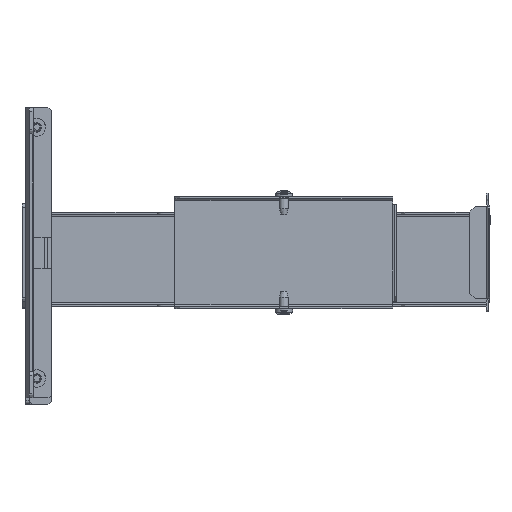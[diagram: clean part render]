
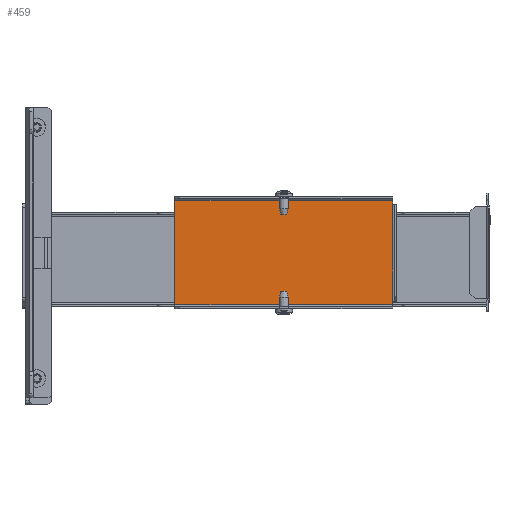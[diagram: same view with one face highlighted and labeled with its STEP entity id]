
A CAD part, top view. The second image highlights one B-rep face of the part: STEP entity #459.
In plain terms, the highlighted face is planar.
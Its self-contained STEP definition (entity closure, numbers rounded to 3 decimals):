
#459=ADVANCED_FACE('',(#981),#775,.T.);
#775=PLANE('',#6284);
#981=FACE_OUTER_BOUND('',#1277,.T.);
#1277=EDGE_LOOP('',(#1885,#1886,#1887,#1888,#1889,#1890));
#1885=ORIENTED_EDGE('',*,*,#4118,.F.);
#1886=ORIENTED_EDGE('',*,*,#4165,.F.);
#1887=ORIENTED_EDGE('',*,*,#4130,.T.);
#1888=ORIENTED_EDGE('',*,*,#4166,.T.);
#1889=ORIENTED_EDGE('',*,*,#4148,.F.);
#1890=ORIENTED_EDGE('',*,*,#4167,.F.);
#3546=VERTEX_POINT('',#8508);
#3547=VERTEX_POINT('',#8510);
#3558=VERTEX_POINT('',#8534);
#3559=VERTEX_POINT('',#8536);
#3576=VERTEX_POINT('',#8572);
#3577=VERTEX_POINT('',#8574);
#4118=EDGE_CURVE('',#3546,#3547,#4983,.T.);
#4130=EDGE_CURVE('',#3559,#3558,#4993,.T.);
#4148=EDGE_CURVE('',#3576,#3577,#5007,.T.);
#4165=EDGE_CURVE('',#3559,#3546,#5020,.T.);
#4166=EDGE_CURVE('',#3558,#3577,#5021,.T.);
#4167=EDGE_CURVE('',#3547,#3576,#5022,.T.);
#4983=LINE('',#8509,#5623);
#4993=LINE('',#8535,#5633);
#5007=LINE('',#8573,#5647);
#5020=LINE('',#8601,#5660);
#5021=LINE('',#8603,#5661);
#5022=LINE('',#8604,#5662);
#5623=VECTOR('',#6800,1.);
#5633=VECTOR('',#6818,1.);
#5647=VECTOR('',#6844,1.);
#5660=VECTOR('',#6879,1.);
#5661=VECTOR('',#6882,1.);
#5662=VECTOR('',#6883,1.);
#6284=AXIS2_PLACEMENT_3D('',#8605,#6884,#6885);
#6800=DIRECTION('',(1.,0.,0.));
#6818=DIRECTION('',(1.,0.,0.));
#6844=DIRECTION('',(1.,0.,0.));
#6879=DIRECTION('',(0.,0.,1.));
#6882=DIRECTION('',(0.,0.,1.));
#6883=DIRECTION('',(1.,0.,0.));
#6884=DIRECTION('',(0.,-1.,0.));
#6885=DIRECTION('',(0.,0.,-1.));
#8508=CARTESIAN_POINT('',(-28.25,-1.,118.));
#8509=CARTESIAN_POINT('',(-30.25,-1.,118.));
#8510=CARTESIAN_POINT('',(-26.25,-1.,118.));
#8534=CARTESIAN_POINT('',(28.25,-1.,0.));
#8535=CARTESIAN_POINT('',(-30.25,-1.,0.));
#8536=CARTESIAN_POINT('',(-28.25,-1.,0.));
#8572=CARTESIAN_POINT('',(26.25,-1.,118.));
#8573=CARTESIAN_POINT('',(-30.25,-1.,118.));
#8574=CARTESIAN_POINT('',(28.25,-1.,118.));
#8601=CARTESIAN_POINT('',(-28.25,-1.,0.));
#8603=CARTESIAN_POINT('',(28.25,-1.,0.));
#8604=CARTESIAN_POINT('',(28.25,-1.,118.));
#8605=CARTESIAN_POINT('',(-30.25,-1.,0.));
